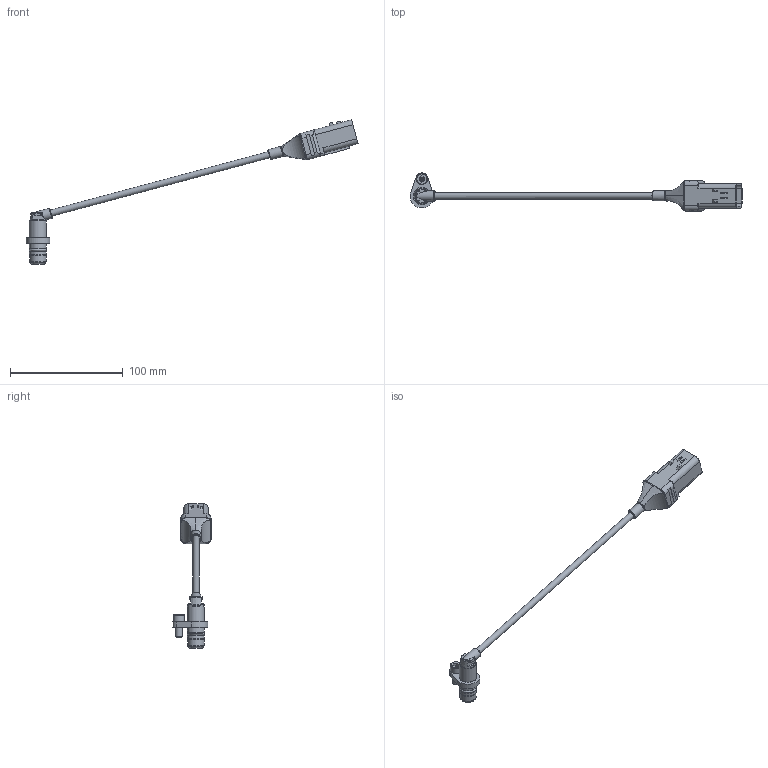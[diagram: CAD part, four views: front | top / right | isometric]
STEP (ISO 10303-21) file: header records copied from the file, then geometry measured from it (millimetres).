
FILE_DESCRIPTION(/* description */ (''),/* implementation_level */ '2;1');
FILE_NAME(/* name */ 'H1518-.stp',/* time_stamp */ '2025-01-14T16:09:16+08:00',/* author */ (''),/* organization */ (''),/* preprocessor_version */ 'ST-DEVELOPER v14',/* originating_system */ 'SIEMENS PLM Software NX 8.0',/* authorisation */ '');
FILE_SCHEMA (('AP203_CONFIGURATION_CONTROLLED_3D_DESIGN_OF_MECHANICAL_PARTS_AND_ASSEMBLIES_MIM_LF { 1 0 10303 403 2 1 2}'));
Length unit declared in the file: millimetre
Products named in the file (1): Dell47DC72F61zsv
Bounding box: 294.03 x 33.98 x 127.84 mm (x, y, z)
Volume: 39085.7 mm3; surface area: 15833.3 mm2
Topology: 3 solids, 3 shells, 259 faces, 635 edges, 411 vertices
Faces by surface type: plane 147, cylinder 50, bspline 20, torus 17, extrusion 17, cone 8
Full cylindrical faces by diameter (mm): 1.6 x6, 5.6 x1, 6 x1, 6.4 x1, 9 x2, 10 x1, 12.5 x1, 13.5 x1, 14.5 x1, 15 x2, 15.1 x1
Entity records: 12695 total; most frequent: CARTESIAN_POINT 5496, ORIENTED_EDGE 1188, DIRECTION 1018, EDGE_CURVE 594, VERTEX_POINT 408, AXIS2_PLACEMENT_3D 346, VECTOR 326, EDGE_LOOP 325
